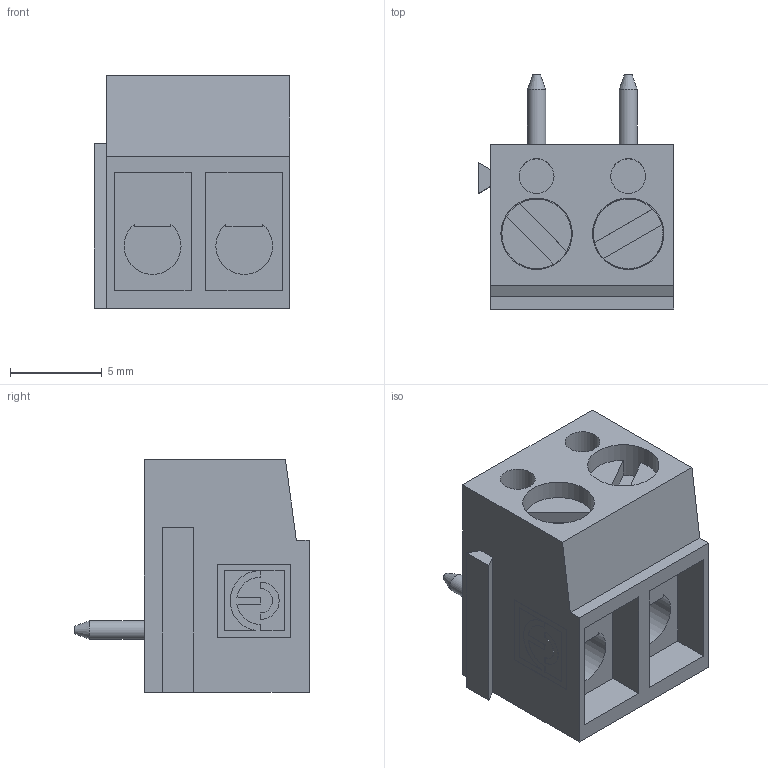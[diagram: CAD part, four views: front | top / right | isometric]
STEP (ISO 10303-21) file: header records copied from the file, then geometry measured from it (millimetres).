
FILE_DESCRIPTION(('STEP AP214'),'1');
FILE_NAME('MHE162-5-H.stp','2024-03-25T11:18:58',(' '),(' '),'Spatial InterOp 3D',' ',' ');
FILE_SCHEMA(('AUTOMOTIVE_DESIGN { 1 0 10303 214 1 1 1 1 }'));
Length unit declared in the file: metre
Products named in the file (1): 1711365727
Bounding box: 10.7 x 12.8 x 12.7 mm (x, y, z)
Volume: 873.8 mm3; surface area: 1083.1 mm2
Topology: 1 solids, 1 shells, 90 faces, 214 edges, 142 vertices
Faces by surface type: plane 71, cylinder 16, cone 2, extrusion 1
Full cylindrical faces by diameter (mm): 1 x2, 1.9 x2, 3.8 x2, 3.9 x2
Entity records: 3870 total; most frequent: CARTESIAN_POINT 451, DIRECTION 421, ORIENTED_EDGE 404, STYLED_ITEM 211, PRESENTATION_STYLE_ASSIGNMENT 211, COLOUR_RGB 211, EDGE_CURVE 202, VECTOR 161
